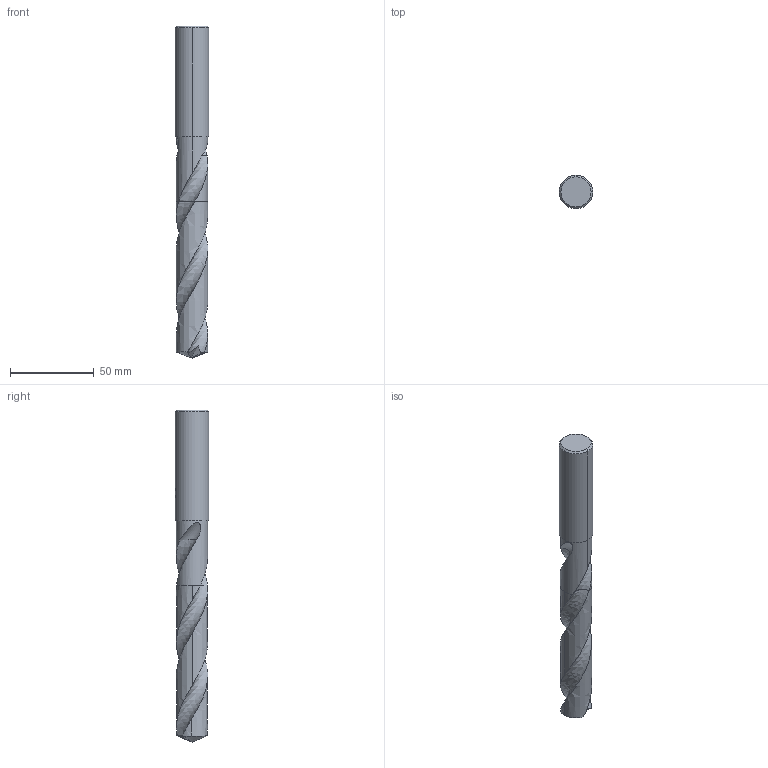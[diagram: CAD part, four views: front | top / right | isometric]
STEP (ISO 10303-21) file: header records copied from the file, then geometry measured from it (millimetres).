
FILE_DESCRIPTION(('no description'),'unknown implementation level');
FILE_NAME('solidKPtcmwORU723vrS3HjI_z6KxP2k_1.STP',' ',('CIM GmbH Aachen'),('CADClick - KiM GmbH - www.kimweb.de'),'unknown preprocess','ACIS','unknown authorization');
FILE_SCHEMA(('automotive_design'));
Length unit declared in the file: millimetre
Products named in the file (2): 1; 2
Bounding box: 20 x 20 x 198 mm (x, y, z)
Volume: 47740.8 mm3; surface area: 13249.3 mm2
Topology: 2 solids, 2 shells, 53 faces, 143 edges, 91 vertices
Faces by surface type: plane 19, cone 16, cylinder 12, bspline 4, revolution 2
Entity records: 11201 total; most frequent: CARTESIAN_POINT 8376, STYLED_ITEM 285, PRESENTATION_STYLE_ASSIGNMENT 285, COLOUR_RGB 285, ORIENTED_EDGE 278, DIRECTION 213, EDGE_CURVE 139, CURVE_STYLE 139
